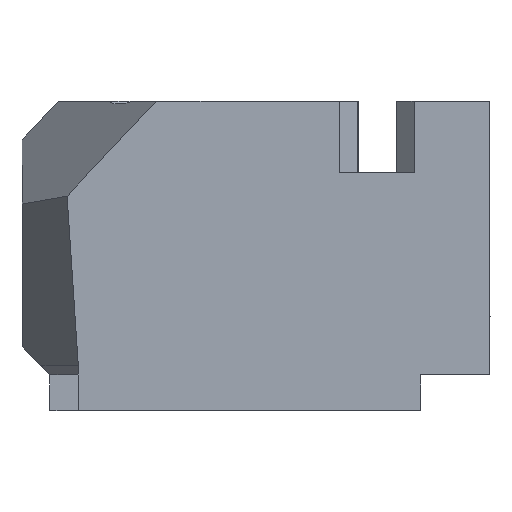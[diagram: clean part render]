
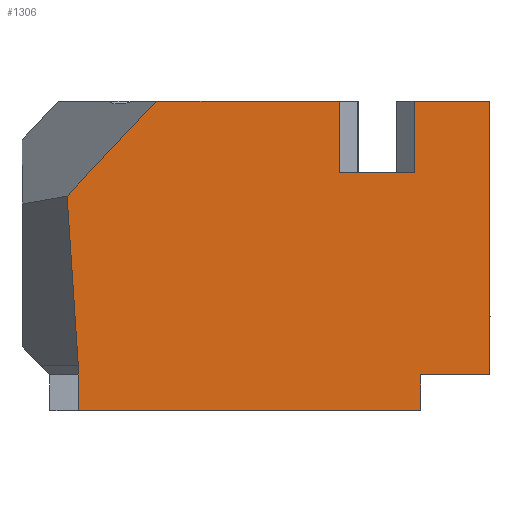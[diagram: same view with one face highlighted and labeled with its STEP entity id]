
A CAD part, left-side view. The second image highlights one B-rep face of the part: STEP entity #1306.
In plain terms, the highlighted planar face has unit normal (-1, 0, 0).
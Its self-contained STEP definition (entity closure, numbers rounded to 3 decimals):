
#126=FACE_OUTER_BOUND('',#201,.T.);
#201=EDGE_LOOP('',(#1154,#1155,#1156,#1157,#1158,#1159,#1160,#1161,#1162,
#1163,#1164,#1165));
#228=LINE('',#1777,#383);
#311=LINE('',#2473,#466);
#313=LINE('',#2477,#468);
#318=LINE('',#2485,#473);
#321=LINE('',#2490,#476);
#323=LINE('',#2495,#478);
#325=LINE('',#2499,#480);
#327=LINE('',#2503,#482);
#329=LINE('',#2507,#484);
#347=LINE('',#2595,#502);
#357=LINE('',#2615,#512);
#358=LINE('',#2617,#513);
#383=VECTOR('',#1445,10.);
#466=VECTOR('',#1616,10.);
#468=VECTOR('',#1620,10.);
#473=VECTOR('',#1627,10.);
#476=VECTOR('',#1632,10.);
#478=VECTOR('',#1636,10.);
#480=VECTOR('',#1640,10.);
#482=VECTOR('',#1644,10.);
#484=VECTOR('',#1648,10.);
#502=VECTOR('',#1690,10.);
#512=VECTOR('',#1716,10.);
#513=VECTOR('',#1719,10.);
#532=VERTEX_POINT('',#1774);
#533=VERTEX_POINT('',#1776);
#616=VERTEX_POINT('',#2470);
#617=VERTEX_POINT('',#2472);
#618=VERTEX_POINT('',#2476);
#620=VERTEX_POINT('',#2484);
#621=VERTEX_POINT('',#2488);
#622=VERTEX_POINT('',#2492);
#623=VERTEX_POINT('',#2494);
#624=VERTEX_POINT('',#2498);
#625=VERTEX_POINT('',#2502);
#626=VERTEX_POINT('',#2506);
#656=EDGE_CURVE('',#532,#533,#228,.T.);
#766=EDGE_CURVE('',#616,#617,#311,.T.);
#768=EDGE_CURVE('',#618,#617,#313,.T.);
#773=EDGE_CURVE('',#620,#618,#318,.T.);
#776=EDGE_CURVE('',#621,#620,#321,.T.);
#778=EDGE_CURVE('',#623,#622,#323,.T.);
#780=EDGE_CURVE('',#624,#623,#325,.T.);
#782=EDGE_CURVE('',#625,#624,#327,.T.);
#784=EDGE_CURVE('',#626,#625,#329,.T.);
#803=EDGE_CURVE('',#621,#622,#347,.T.);
#813=EDGE_CURVE('',#616,#533,#357,.T.);
#814=EDGE_CURVE('',#626,#532,#358,.T.);
#1154=ORIENTED_EDGE('',*,*,#656,.F.);
#1155=ORIENTED_EDGE('',*,*,#814,.F.);
#1156=ORIENTED_EDGE('',*,*,#784,.T.);
#1157=ORIENTED_EDGE('',*,*,#782,.T.);
#1158=ORIENTED_EDGE('',*,*,#780,.T.);
#1159=ORIENTED_EDGE('',*,*,#778,.T.);
#1160=ORIENTED_EDGE('',*,*,#803,.F.);
#1161=ORIENTED_EDGE('',*,*,#776,.T.);
#1162=ORIENTED_EDGE('',*,*,#773,.T.);
#1163=ORIENTED_EDGE('',*,*,#768,.T.);
#1164=ORIENTED_EDGE('',*,*,#766,.F.);
#1165=ORIENTED_EDGE('',*,*,#813,.T.);
#1236=PLANE('',#1402);
#1306=ADVANCED_FACE('',(#126),#1236,.T.);
#1402=AXIS2_PLACEMENT_3D('',#2616,#1717,#1718);
#1445=DIRECTION('',(0.,1.,0.));
#1616=DIRECTION('',(0.,1.,0.));
#1620=DIRECTION('',(0.,0.,-1.));
#1627=DIRECTION('',(0.,-0.066,-0.998));
#1632=DIRECTION('',(0.,0.685,-0.729));
#1636=DIRECTION('',(0.,0.,1.));
#1640=DIRECTION('',(0.,1.,0.));
#1644=DIRECTION('',(0.,0.,-1.));
#1648=DIRECTION('',(0.,1.,0.));
#1690=DIRECTION('',(0.,-1.,0.));
#1716=DIRECTION('',(0.,0.,1.));
#1717=DIRECTION('center_axis',(-1.,0.,0.));
#1718=DIRECTION('ref_axis',(0.,0.,1.));
#1719=DIRECTION('',(0.,0.,-1.));
#1774=CARTESIAN_POINT('',(9.1,3.527,8.787));
#1776=CARTESIAN_POINT('',(9.1,7.39,8.787));
#1777=CARTESIAN_POINT('',(9.1,9.811,8.787));
#2470=CARTESIAN_POINT('',(9.1,7.39,6.787));
#2472=CARTESIAN_POINT('',(9.1,26.573,6.787));
#2473=CARTESIAN_POINT('',(9.1,3.527,6.787));
#2476=CARTESIAN_POINT('',(9.1,26.573,9.287));
#2477=CARTESIAN_POINT('',(9.1,26.573,9.287));
#2484=CARTESIAN_POINT('',(9.1,27.2,18.791));
#2485=CARTESIAN_POINT('',(9.1,27.085,17.048));
#2488=CARTESIAN_POINT('',(9.1,22.225,24.087));
#2490=CARTESIAN_POINT('',(9.1,14.523,32.287));
#2492=CARTESIAN_POINT('',(9.1,11.975,24.087));
#2494=CARTESIAN_POINT('',(9.1,11.975,20.087));
#2495=CARTESIAN_POINT('',(9.1,11.975,27.639));
#2498=CARTESIAN_POINT('',(9.1,7.775,20.087));
#2499=CARTESIAN_POINT('',(9.1,5.718,20.087));
#2502=CARTESIAN_POINT('',(9.1,7.775,24.087));
#2503=CARTESIAN_POINT('',(9.1,7.775,27.639));
#2506=CARTESIAN_POINT('',(9.1,3.527,24.087));
#2507=CARTESIAN_POINT('',(9.1,10.558,24.087));
#2595=CARTESIAN_POINT('',(9.1,8.865,24.087));
#2615=CARTESIAN_POINT('',(9.1,7.39,18.989));
#2616=CARTESIAN_POINT('Origin',(9.1,1.105,31.192));
#2617=CARTESIAN_POINT('',(9.1,3.527,9.287));
